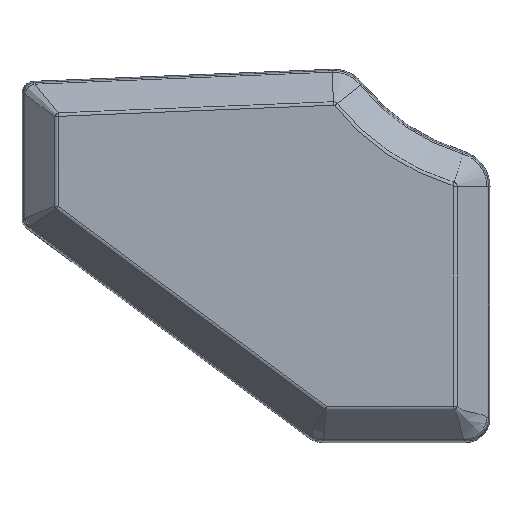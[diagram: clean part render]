
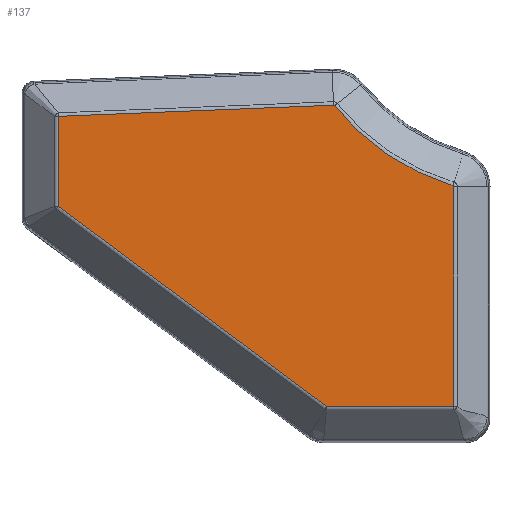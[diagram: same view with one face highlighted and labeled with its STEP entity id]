
A CAD part, top view. The second image highlights one B-rep face of the part: STEP entity #137.
In plain terms, the highlighted planar face has unit normal (0, 0, 1).
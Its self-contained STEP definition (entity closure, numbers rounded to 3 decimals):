
#137 = ADVANCED_FACE ( 'NONE', ( #3111 ), #11116, .F. ) ;
#194 = DIRECTION ( 'NONE',  ( 1., 0., 0. ) ) ;
#262 = CARTESIAN_POINT ( 'NONE',  ( -11.43, -93.861, 17.78 ) ) ;
#327 = DIRECTION ( 'NONE',  ( 1., 0., 0. ) ) ;
#538 = CARTESIAN_POINT ( 'NONE',  ( -39.577, -91.556, 17.78 ) ) ;
#795 = DIRECTION ( 'NONE',  ( -1., 0., 0. ) ) ;
#818 = AXIS2_PLACEMENT_3D ( 'NONE', #11098, #2425, #194 ) ;
#855 = LINE ( 'NONE', #5564, #3126 ) ;
#1001 = B_SPLINE_CURVE_WITH_KNOTS ( 'NONE', 3,
 ( #1708, #14124, #3950, #6328, #8594, #538, #8349, #1658, #9473, #12772 ),
 .UNSPECIFIED., .F., .F.,
 ( 4, 3, 3, 4 ),
 ( 0., 0., 0., 0. ),
 .UNSPECIFIED. ) ;
#1057 = VECTOR ( 'NONE', #11892, 1000. ) ;
#1242 = LINE ( 'NONE', #8574, #1057 ) ;
#1446 = AXIS2_PLACEMENT_3D ( 'NONE', #4866, #8144, #11502 ) ;
#1603 = CARTESIAN_POINT ( 'NONE',  ( -39.583, -91.553, 17.78 ) ) ;
#1658 = CARTESIAN_POINT ( 'NONE',  ( -39.58, -91.555, 17.78 ) ) ;
#1708 = CARTESIAN_POINT ( 'NONE',  ( -39.572, -91.556, 17.78 ) ) ;
#1838 = EDGE_CURVE ( 'NONE', #6395, #4484, #855, .T. ) ;
#2228 = CARTESIAN_POINT ( 'NONE',  ( -94.097, -50.951, 17.78 ) ) ;
#2346 = VECTOR ( 'NONE', #7506, 1000. ) ;
#2425 = DIRECTION ( 'NONE',  ( 0., 0., -1. ) ) ;
#2540 = ORIENTED_EDGE ( 'NONE', *, *, #6794, .F. ) ;
#2790 = LINE ( 'NONE', #7880, #13948 ) ;
#3111 = FACE_OUTER_BOUND ( 'NONE', #4244, .T. ) ;
#3126 = VECTOR ( 'NONE', #795, 1000. ) ;
#3228 = CARTESIAN_POINT ( 'NONE',  ( -13.903, -46.632, 17.78 ) ) ;
#3267 = VERTEX_POINT ( 'NONE', #1603 ) ;
#3349 = CARTESIAN_POINT ( 'NONE',  ( -94.215, -32.549, 17.78 ) ) ;
#3950 = CARTESIAN_POINT ( 'NONE',  ( -39.574, -91.556, 17.78 ) ) ;
#4244 = EDGE_LOOP ( 'NONE', ( #6951, #8551, #8888, #10916, #2540, #6031, #12621, #13463, #7717 ) ) ;
#4484 = VERTEX_POINT ( 'NONE', #5107 ) ;
#4866 = CARTESIAN_POINT ( 'NONE',  ( -13.97, -46.857, 17.78 ) ) ;
#5063 = CIRCLE ( 'NONE', #818, 0.235 ) ;
#5107 = CARTESIAN_POINT ( 'NONE',  ( -39.572, -91.556, 17.78 ) ) ;
#5564 = CARTESIAN_POINT ( 'NONE',  ( -39.481, -91.556, 17.78 ) ) ;
#5780 = EDGE_CURVE ( 'NONE', #3267, #12024, #10914, .T. ) ;
#5891 = DIRECTION ( 'NONE',  ( 0., 0., -1. ) ) ;
#6008 = CARTESIAN_POINT ( 'NONE',  ( -38.21, -30.285, 17.78 ) ) ;
#6031 = ORIENTED_EDGE ( 'NONE', *, *, #8278, .F. ) ;
#6200 = CARTESIAN_POINT ( 'NONE',  ( -13.735, -46.857, 17.78 ) ) ;
#6247 = VERTEX_POINT ( 'NONE', #8522 ) ;
#6292 = EDGE_CURVE ( 'NONE', #6247, #10040, #6351, .T. ) ;
#6328 = CARTESIAN_POINT ( 'NONE',  ( -39.575, -91.556, 17.78 ) ) ;
#6338 = EDGE_CURVE ( 'NONE', #6592, #6395, #1242, .T. ) ;
#6351 = CIRCLE ( 'NONE', #10143, 48.66 ) ;
#6395 = VERTEX_POINT ( 'NONE', #9655 ) ;
#6421 = LINE ( 'NONE', #6008, #7957 ) ;
#6592 = VERTEX_POINT ( 'NONE', #6200 ) ;
#6794 = EDGE_CURVE ( 'NONE', #12335, #6247, #5063, .T. ) ;
#6951 = ORIENTED_EDGE ( 'NONE', *, *, #1838, .F. ) ;
#7129 = CIRCLE ( 'NONE', #1446, 0.235 ) ;
#7194 = DIRECTION ( 'NONE',  ( 1., 0., 0. ) ) ;
#7491 = EDGE_CURVE ( 'NONE', #12024, #10419, #2790, .T. ) ;
#7506 = DIRECTION ( 'NONE',  ( -0.802, 0.597, 0. ) ) ;
#7717 = ORIENTED_EDGE ( 'NONE', *, *, #7845, .F. ) ;
#7778 = CARTESIAN_POINT ( 'NONE',  ( -38.21, -30.285, 17.78 ) ) ;
#7845 = EDGE_CURVE ( 'NONE', #4484, #3267, #1001, .T. ) ;
#7880 = CARTESIAN_POINT ( 'NONE',  ( -94.215, -32.83, 17.78 ) ) ;
#7957 = VECTOR ( 'NONE', #11002, 1000. ) ;
#8110 = AXIS2_PLACEMENT_3D ( 'NONE', #262, #5891, #327 ) ;
#8144 = DIRECTION ( 'NONE',  ( 0., 0., -1. ) ) ;
#8278 = EDGE_CURVE ( 'NONE', #10419, #12335, #6421, .T. ) ;
#8349 = CARTESIAN_POINT ( 'NONE',  ( -39.578, -91.555, 17.78 ) ) ;
#8522 = CARTESIAN_POINT ( 'NONE',  ( -38.017, -30.373, 17.78 ) ) ;
#8551 = ORIENTED_EDGE ( 'NONE', *, *, #6338, .F. ) ;
#8574 = CARTESIAN_POINT ( 'NONE',  ( -13.735, -91.263, 17.78 ) ) ;
#8594 = CARTESIAN_POINT ( 'NONE',  ( -39.576, -91.556, 17.78 ) ) ;
#8888 = ORIENTED_EDGE ( 'NONE', *, *, #14006, .F. ) ;
#9473 = CARTESIAN_POINT ( 'NONE',  ( -39.581, -91.554, 17.78 ) ) ;
#9655 = CARTESIAN_POINT ( 'NONE',  ( -13.735, -91.556, 17.78 ) ) ;
#10040 = VERTEX_POINT ( 'NONE', #3228 ) ;
#10143 = AXIS2_PLACEMENT_3D ( 'NONE', #12902, #11787, #7194 ) ;
#10419 = VERTEX_POINT ( 'NONE', #3349 ) ;
#10914 = LINE ( 'NONE', #2228, #2346 ) ;
#10916 = ORIENTED_EDGE ( 'NONE', *, *, #6292, .F. ) ;
#11002 = DIRECTION ( 'NONE',  ( 0.999, 0.04, 0. ) ) ;
#11098 = CARTESIAN_POINT ( 'NONE',  ( -38.201, -30.519, 17.78 ) ) ;
#11116 = PLANE ( 'NONE',  #8110 ) ;
#11502 = DIRECTION ( 'NONE',  ( 1., 0., 0. ) ) ;
#11787 = DIRECTION ( 'NONE',  ( 0., 0., 1. ) ) ;
#11892 = DIRECTION ( 'NONE',  ( 0., -1., 0. ) ) ;
#12024 = VERTEX_POINT ( 'NONE', #14369 ) ;
#12335 = VERTEX_POINT ( 'NONE', #7778 ) ;
#12621 = ORIENTED_EDGE ( 'NONE', *, *, #7491, .F. ) ;
#12772 = CARTESIAN_POINT ( 'NONE',  ( -39.583, -91.553, 17.78 ) ) ;
#12818 = DIRECTION ( 'NONE',  ( 0., 1., 0. ) ) ;
#12902 = CARTESIAN_POINT ( 'NONE',  ( 0., 0., 17.78 ) ) ;
#13463 = ORIENTED_EDGE ( 'NONE', *, *, #5780, .F. ) ;
#13948 = VECTOR ( 'NONE', #12818, 1000. ) ;
#14006 = EDGE_CURVE ( 'NONE', #10040, #6592, #7129, .T. ) ;
#14124 = CARTESIAN_POINT ( 'NONE',  ( -39.573, -91.556, 17.78 ) ) ;
#14369 = CARTESIAN_POINT ( 'NONE',  ( -94.215, -50.863, 17.78 ) ) ;
